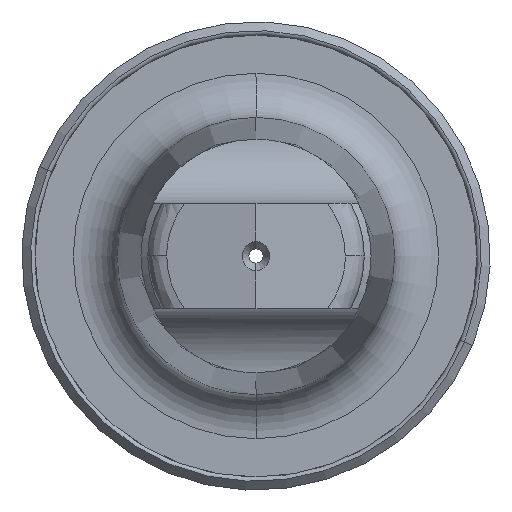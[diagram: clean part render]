
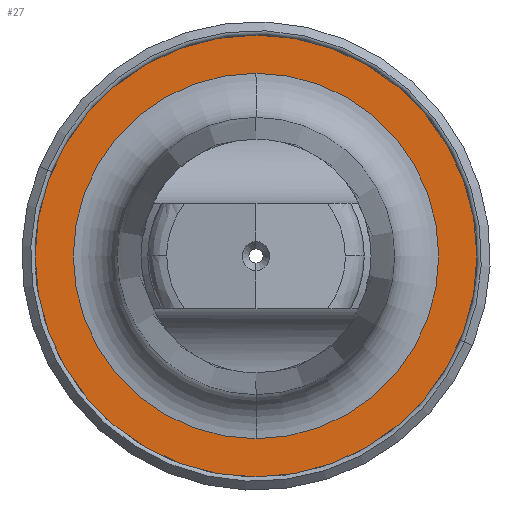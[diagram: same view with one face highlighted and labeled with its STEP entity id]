
A CAD part, left-side view. The second image highlights one B-rep face of the part: STEP entity #27.
In plain terms, the highlighted planar face has unit normal (-1, 0, 0).
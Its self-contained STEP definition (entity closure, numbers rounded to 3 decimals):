
#27 = ADVANCED_FACE ( 'NONE', ( #1189, #1188 ), #1311, .T. ) ;
#60 = EDGE_CURVE ( 'NONE', #3076, #2937, #1116, .T. ) ;
#271 = CIRCLE ( 'NONE', #1712, 20.674 ) ;
#277 = CIRCLE ( 'NONE', #860, 25. ) ;
#860 = AXIS2_PLACEMENT_3D ( 'NONE', #2168, #2173, #2180 ) ;
#864 = EDGE_CURVE ( 'NONE', #2937, #3076, #277, .T. ) ;
#926 = CIRCLE ( 'NONE', #1984, 20.674 ) ;
#945 = EDGE_CURVE ( 'NONE', #3413, #3168, #271, .T. ) ;
#1010 = EDGE_LOOP ( 'NONE', ( #2985, #2980 ) ) ;
#1116 = CIRCLE ( 'NONE', #3706, 25. ) ;
#1188 = FACE_OUTER_BOUND ( 'NONE', #1010, .T. ) ;
#1189 = FACE_BOUND ( 'NONE', #1253, .T. ) ;
#1253 = EDGE_LOOP ( 'NONE', ( #2991, #2988 ) ) ;
#1311 = PLANE ( 'NONE',  #2296 ) ;
#1325 = CARTESIAN_POINT ( 'NONE',  ( 124., 25., 0. ) ) ;
#1372 = DIRECTION ( 'NONE',  ( -1., 0., 0. ) ) ;
#1377 = DIRECTION ( 'NONE',  ( 0., 0., 1. ) ) ;
#1712 = AXIS2_PLACEMENT_3D ( 'NONE', #2806, #2810, #2822 ) ;
#1873 = CARTESIAN_POINT ( 'NONE',  ( 124., 0., 20.674 ) ) ;
#1978 = CARTESIAN_POINT ( 'NONE',  ( 124., 0., 0. ) ) ;
#1984 = AXIS2_PLACEMENT_3D ( 'NONE', #2886, #2905, #2852 ) ;
#1989 = DIRECTION ( 'NONE',  ( 1., 0., 0. ) ) ;
#1994 = DIRECTION ( 'NONE',  ( 0., 0., -1. ) ) ;
#2053 = EDGE_CURVE ( 'NONE', #3168, #3413, #926, .T. ) ;
#2168 = CARTESIAN_POINT ( 'NONE',  ( 124., 0., 0. ) ) ;
#2173 = DIRECTION ( 'NONE',  ( 1., 0., 0. ) ) ;
#2180 = DIRECTION ( 'NONE',  ( 0., 0., -1. ) ) ;
#2296 = AXIS2_PLACEMENT_3D ( 'NONE', #1325, #1372, #1377 ) ;
#2313 = CARTESIAN_POINT ( 'NONE',  ( 124., 0., 25. ) ) ;
#2806 = CARTESIAN_POINT ( 'NONE',  ( 124., 0., 0. ) ) ;
#2810 = DIRECTION ( 'NONE',  ( 1., 0., 0. ) ) ;
#2822 = DIRECTION ( 'NONE',  ( 0., 0., -1. ) ) ;
#2852 = DIRECTION ( 'NONE',  ( 0., 0., -1. ) ) ;
#2886 = CARTESIAN_POINT ( 'NONE',  ( 124., 0., 0. ) ) ;
#2905 = DIRECTION ( 'NONE',  ( 1., 0., 0. ) ) ;
#2937 = VERTEX_POINT ( 'NONE', #2313 ) ;
#2980 = ORIENTED_EDGE ( 'NONE', *, *, #864, .F. ) ;
#2985 = ORIENTED_EDGE ( 'NONE', *, *, #60, .F. ) ;
#2988 = ORIENTED_EDGE ( 'NONE', *, *, #2053, .T. ) ;
#2991 = ORIENTED_EDGE ( 'NONE', *, *, #945, .T. ) ;
#3076 = VERTEX_POINT ( 'NONE', #3180 ) ;
#3168 = VERTEX_POINT ( 'NONE', #1873 ) ;
#3180 = CARTESIAN_POINT ( 'NONE',  ( 124., 0., -25. ) ) ;
#3413 = VERTEX_POINT ( 'NONE', #4214 ) ;
#3706 = AXIS2_PLACEMENT_3D ( 'NONE', #1978, #1989, #1994 ) ;
#4214 = CARTESIAN_POINT ( 'NONE',  ( 124., 0., -20.674 ) ) ;
